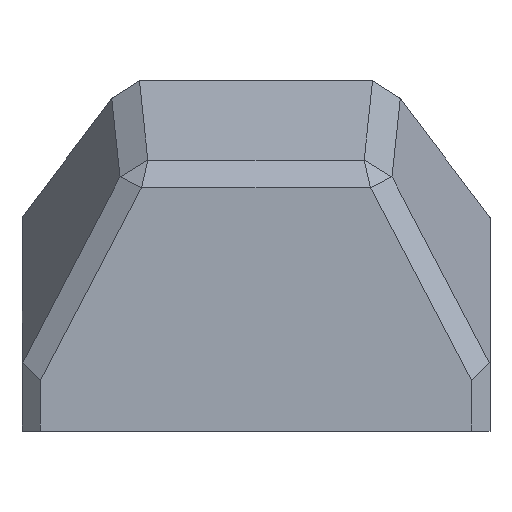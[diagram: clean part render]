
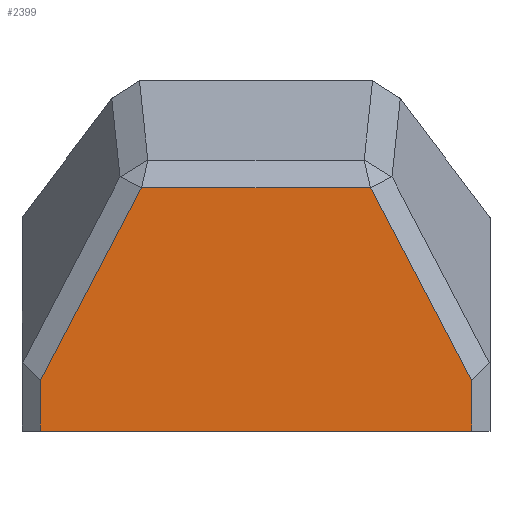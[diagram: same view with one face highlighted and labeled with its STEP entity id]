
A CAD part, left-side view. The second image highlights one B-rep face of the part: STEP entity #2399.
In plain terms, the highlighted planar face has unit normal (-1, 0, 0).
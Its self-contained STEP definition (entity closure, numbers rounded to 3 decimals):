
#153=PLANE('',#2622);
#286=FACE_OUTER_BOUND('',#430,.T.);
#430=EDGE_LOOP('',(#2173,#2174,#2175,#2176,#2177,#2178));
#461=LINE('',#3348,#697);
#650=LINE('',#4142,#886);
#651=LINE('',#4144,#887);
#652=LINE('',#4146,#888);
#653=LINE('',#4148,#889);
#654=LINE('',#4149,#890);
#697=VECTOR('',#2663,10.);
#886=VECTOR('',#3240,10.);
#887=VECTOR('',#3241,10.);
#888=VECTOR('',#3242,10.);
#889=VECTOR('',#3243,10.);
#890=VECTOR('',#3244,10.);
#1024=VERTEX_POINT('',#3345);
#1025=VERTEX_POINT('',#3347);
#1226=VERTEX_POINT('',#4141);
#1227=VERTEX_POINT('',#4143);
#1228=VERTEX_POINT('',#4145);
#1229=VERTEX_POINT('',#4147);
#1251=EDGE_CURVE('',#1024,#1025,#461,.T.);
#1550=EDGE_CURVE('',#1226,#1024,#650,.T.);
#1551=EDGE_CURVE('',#1227,#1226,#651,.T.);
#1552=EDGE_CURVE('',#1228,#1227,#652,.T.);
#1553=EDGE_CURVE('',#1229,#1228,#653,.T.);
#1554=EDGE_CURVE('',#1025,#1229,#654,.T.);
#2173=ORIENTED_EDGE('',*,*,#1251,.F.);
#2174=ORIENTED_EDGE('',*,*,#1550,.F.);
#2175=ORIENTED_EDGE('',*,*,#1551,.F.);
#2176=ORIENTED_EDGE('',*,*,#1552,.F.);
#2177=ORIENTED_EDGE('',*,*,#1553,.F.);
#2178=ORIENTED_EDGE('',*,*,#1554,.F.);
#2399=ADVANCED_FACE('',(#286),#153,.T.);
#2622=AXIS2_PLACEMENT_3D('',#4140,#3238,#3239);
#2663=DIRECTION('',(0.,1.,0.));
#3238=DIRECTION('center_axis',(-1.,0.,0.));
#3239=DIRECTION('ref_axis',(0.,-1.,0.));
#3240=DIRECTION('',(0.,0.,-1.));
#3241=DIRECTION('',(0.,-0.464,-0.886));
#3242=DIRECTION('',(0.,-1.,0.));
#3243=DIRECTION('',(0.,-0.464,0.886));
#3244=DIRECTION('',(0.,0.,1.));
#3345=CARTESIAN_POINT('',(-16.812,-11.763,-11.997));
#3347=CARTESIAN_POINT('',(-16.812,11.763,-11.997));
#3348=CARTESIAN_POINT('',(-16.812,6.084,-11.997));
#4140=CARTESIAN_POINT('Origin',(-16.812,12.169,-11.997));
#4141=CARTESIAN_POINT('',(-16.812,-11.763,-9.243));
#4142=CARTESIAN_POINT('',(-16.812,-11.763,-11.997));
#4143=CARTESIAN_POINT('',(-16.812,-6.243,1.286));
#4144=CARTESIAN_POINT('',(-16.812,-7.496,-1.104));
#4145=CARTESIAN_POINT('',(-16.812,6.243,1.286));
#4146=CARTESIAN_POINT('',(-16.812,-0.297,1.286));
#4147=CARTESIAN_POINT('',(-16.812,11.763,-9.243));
#4148=CARTESIAN_POINT('',(-16.812,7.743,-1.576));
#4149=CARTESIAN_POINT('',(-16.812,11.763,-11.997));
